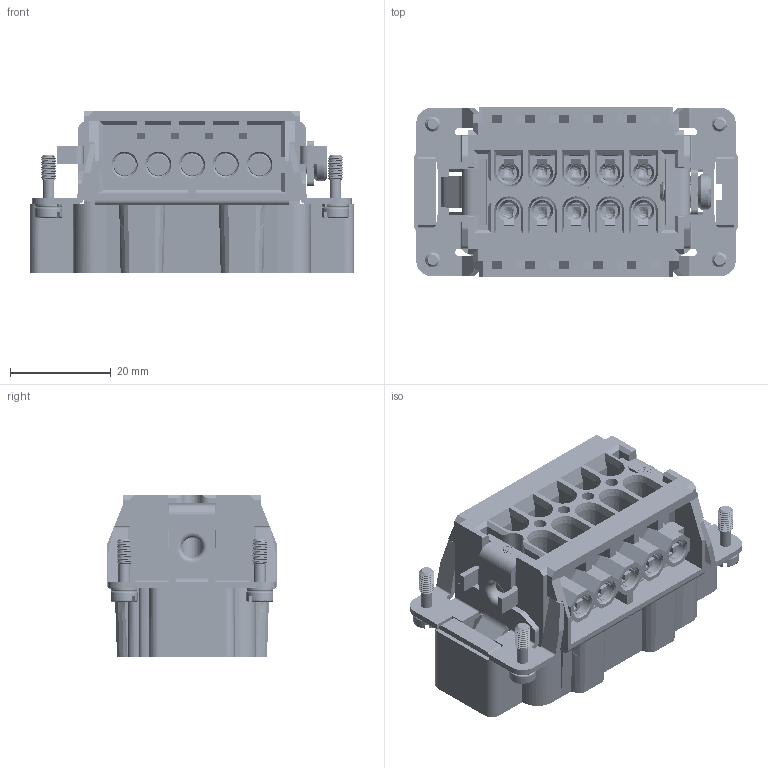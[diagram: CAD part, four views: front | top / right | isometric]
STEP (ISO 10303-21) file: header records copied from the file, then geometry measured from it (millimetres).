
FILE_DESCRIPTION(/* description */ (''),/* implementation_level */ '2;1');
FILE_NAME(/* name */ 'HE-010-M.stp',/* time_stamp */ '2023-02-09T00:07:07+08:00',/* author */ (''),/* organization */ (''),/* preprocessor_version */ 'ST-DEVELOPER v16',/* originating_system */ 'SIEMENS PLM Software NX 10.0',/* authorisation */ '');
FILE_SCHEMA (('AUTOMOTIVE_DESIGN { 1 0 10303 214 3 1 1 1 }'));
Products named in the file (1): Admi0A2C26ACrou8
Bounding box: 64.4 x 33.9 x 32.4 mm (x, y, z)
Surface area: 29625.5 mm2 (no closed solid volume)
Topology: 0 solids, 1 shells, 2488 faces, 7569 edges, 4957 vertices
Faces by surface type: plane 1321, cylinder 612, bspline 262, cone 193, torus 96, revolution 4
Full cylindrical faces by diameter (mm): 2.3 x8, 2.4 x2, 2.5 x14, 2.562 x2, 2.6 x10, 3 x10, 3.3 x20, 3.6 x10, 4 x2, 4.1 x10, 4.8 x10, 5.4 x4, 6.4 x2, 7 x1
Entity records: 153169 total; most frequent: CARTESIAN_POINT 91664, ORIENTED_EDGE 13764, DIRECTION 11267, EDGE_CURVE 6882, VERTEX_POINT 4612, AXIS2_PLACEMENT_3D 3917, LINE 3429, VECTOR 3429
